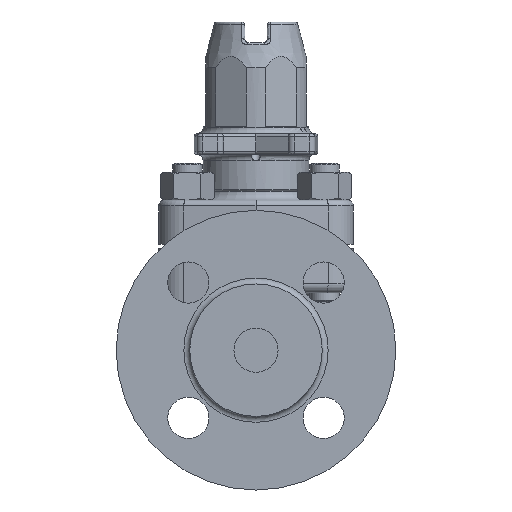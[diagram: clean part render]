
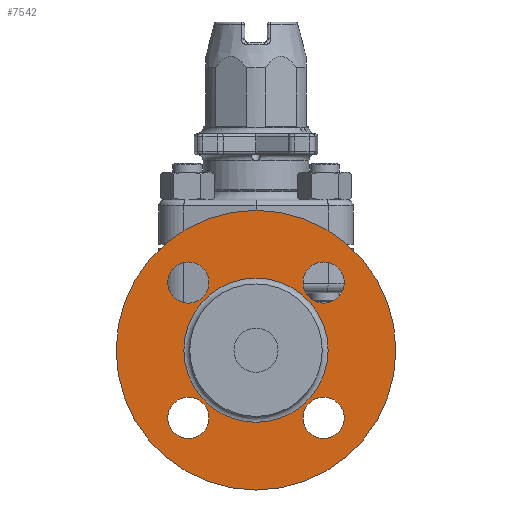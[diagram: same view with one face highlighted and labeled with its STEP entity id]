
A CAD part, left-side view. The second image highlights one B-rep face of the part: STEP entity #7542.
In plain terms, the highlighted planar face has unit normal (-1, 0, 0).
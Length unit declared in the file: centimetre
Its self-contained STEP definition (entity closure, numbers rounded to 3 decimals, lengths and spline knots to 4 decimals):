
#1181=PLANE('',#8338);
#1573=FACE_BOUND('',#2520,.T.);
#1574=FACE_BOUND('',#2521,.T.);
#1575=FACE_BOUND('',#2522,.T.);
#1576=FACE_BOUND('',#2523,.T.);
#1577=FACE_BOUND('',#2524,.T.);
#1945=FACE_OUTER_BOUND('',#2519,.T.);
#2519=EDGE_LOOP('',(#6265));
#2520=EDGE_LOOP('',(#6266));
#2521=EDGE_LOOP('',(#6267));
#2522=EDGE_LOOP('',(#6268));
#2523=EDGE_LOOP('',(#6269));
#2524=EDGE_LOOP('',(#6270));
#3053=CIRCLE('',#8334,4.75);
#3055=CIRCLE('',#8337,2.45);
#3056=CIRCLE('',#8339,0.7);
#3057=CIRCLE('',#8340,0.7);
#3058=CIRCLE('',#8341,0.7);
#3059=CIRCLE('',#8342,0.7);
#3592=VERTEX_POINT('',#13926);
#3594=VERTEX_POINT('',#13931);
#3595=VERTEX_POINT('',#13934);
#3596=VERTEX_POINT('',#13936);
#3597=VERTEX_POINT('',#13938);
#3598=VERTEX_POINT('',#13940);
#4538=EDGE_CURVE('',#3592,#3592,#3053,.T.);
#4540=EDGE_CURVE('',#3594,#3594,#3055,.T.);
#4541=EDGE_CURVE('',#3595,#3595,#3056,.T.);
#4542=EDGE_CURVE('',#3596,#3596,#3057,.T.);
#4543=EDGE_CURVE('',#3597,#3597,#3058,.T.);
#4544=EDGE_CURVE('',#3598,#3598,#3059,.T.);
#6265=ORIENTED_EDGE('',*,*,#4538,.F.);
#6266=ORIENTED_EDGE('',*,*,#4541,.T.);
#6267=ORIENTED_EDGE('',*,*,#4542,.T.);
#6268=ORIENTED_EDGE('',*,*,#4543,.T.);
#6269=ORIENTED_EDGE('',*,*,#4544,.T.);
#6270=ORIENTED_EDGE('',*,*,#4540,.F.);
#7542=ADVANCED_FACE('',(#1945,#1573,#1574,#1575,#1576,#1577),#1181,.F.);
#8334=AXIS2_PLACEMENT_3D('',#13927,#10065,#10066);
#8337=AXIS2_PLACEMENT_3D('',#13932,#10071,#10072);
#8338=AXIS2_PLACEMENT_3D('',#13933,#10073,#10074);
#8339=AXIS2_PLACEMENT_3D('',#13935,#10075,#10076);
#8340=AXIS2_PLACEMENT_3D('',#13937,#10077,#10078);
#8341=AXIS2_PLACEMENT_3D('',#13939,#10079,#10080);
#8342=AXIS2_PLACEMENT_3D('',#13941,#10081,#10082);
#10065=DIRECTION('center_axis',(1.,0.,0.));
#10066=DIRECTION('ref_axis',(0.,0.,1.));
#10071=DIRECTION('center_axis',(-1.,0.,0.));
#10072=DIRECTION('ref_axis',(0.,0.,1.));
#10073=DIRECTION('center_axis',(1.,0.,0.));
#10074=DIRECTION('ref_axis',(0.,0.,-1.));
#10075=DIRECTION('center_axis',(1.,0.,0.));
#10076=DIRECTION('ref_axis',(0.,0.,1.));
#10077=DIRECTION('center_axis',(1.,0.,0.));
#10078=DIRECTION('ref_axis',(0.,-1.,0.));
#10079=DIRECTION('center_axis',(1.,0.,0.));
#10080=DIRECTION('ref_axis',(0.,0.,-1.));
#10081=DIRECTION('center_axis',(1.,0.,0.));
#10082=DIRECTION('ref_axis',(0.,1.,0.));
#13926=CARTESIAN_POINT('',(-6.8741,-0.0036,-4.75));
#13927=CARTESIAN_POINT('Origin',(-6.8741,-0.0036,
0.));
#13931=CARTESIAN_POINT('',(-6.8741,-0.0036,-2.45));
#13932=CARTESIAN_POINT('Origin',(-6.8741,-0.0036,
0.));
#13933=CARTESIAN_POINT('Origin',(-6.8741,-0.0036,
0.));
#13934=CARTESIAN_POINT('',(-6.8741,2.2945,1.5981));
#13935=CARTESIAN_POINT('Origin',(-6.8741,2.2945,2.2981));
#13936=CARTESIAN_POINT('',(-6.8741,-1.6017,2.2981));
#13937=CARTESIAN_POINT('Origin',(-6.8741,-2.3017,2.2981));
#13938=CARTESIAN_POINT('',(-6.8741,-2.3017,-1.5981));
#13939=CARTESIAN_POINT('Origin',(-6.8741,-2.3017,-2.2981));
#13940=CARTESIAN_POINT('',(-6.8741,1.5945,-2.2981));
#13941=CARTESIAN_POINT('Origin',(-6.8741,2.2945,-2.2981));
